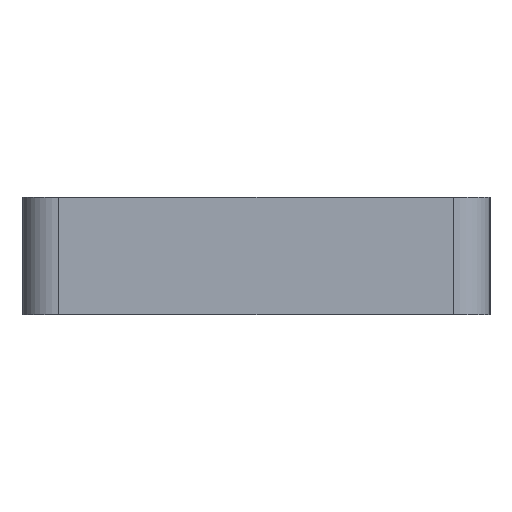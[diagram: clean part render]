
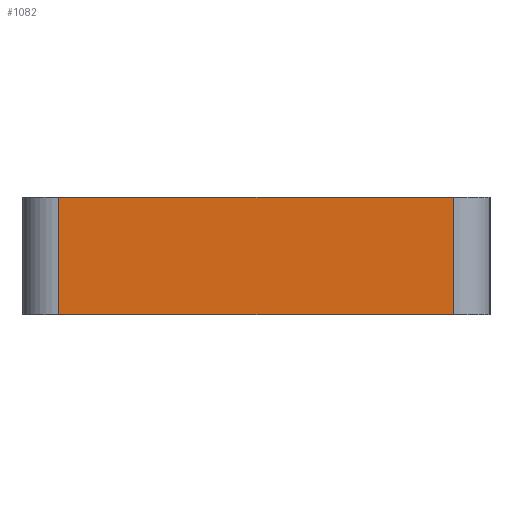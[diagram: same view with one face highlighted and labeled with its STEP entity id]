
A CAD part, front view. The second image highlights one B-rep face of the part: STEP entity #1082.
In plain terms, the highlighted planar face has unit normal (0, -1, 0).
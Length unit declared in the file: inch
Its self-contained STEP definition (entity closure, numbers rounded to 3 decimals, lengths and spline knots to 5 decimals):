
#54 = VERTEX_POINT ( 'NONE', #573 ) ;
#181 = CARTESIAN_POINT ( 'NONE',  ( 0.69094, 0., 0.18898 ) ) ;
#208 = VERTEX_POINT ( 'NONE', #1323 ) ;
#310 = EDGE_LOOP ( 'NONE', ( #1029, #859, #1085, #731 ) ) ;
#447 = DIRECTION ( 'NONE',  ( -1., 0., 0. ) ) ;
#521 = EDGE_CURVE ( 'NONE', #208, #869, #1518, .T. ) ;
#555 = VECTOR ( 'NONE', #924, 39.37008 ) ;
#563 = DIRECTION ( 'NONE',  ( 0., 0., -1. ) ) ;
#564 = EDGE_CURVE ( 'NONE', #208, #54, #1370, .T. ) ;
#573 = CARTESIAN_POINT ( 'NONE',  ( 0.05906, 0., 0. ) ) ;
#661 = CARTESIAN_POINT ( 'NONE',  ( 0.05906, 0., 0.18898 ) ) ;
#672 = EDGE_CURVE ( 'NONE', #869, #1046, #1538, .T. ) ;
#680 = DIRECTION ( 'NONE',  ( 1., 0., 0. ) ) ;
#731 = ORIENTED_EDGE ( 'NONE', *, *, #564, .T. ) ;
#776 = CARTESIAN_POINT ( 'NONE',  ( 0.05906, 0., 0.18898 ) ) ;
#803 = VECTOR ( 'NONE', #680, 39.37008 ) ;
#805 = FACE_OUTER_BOUND ( 'NONE', #310, .T. ) ;
#814 = LINE ( 'NONE', #1048, #803 ) ;
#818 = AXIS2_PLACEMENT_3D ( 'NONE', #1283, #1291, #447 ) ;
#859 = ORIENTED_EDGE ( 'NONE', *, *, #672, .F. ) ;
#869 = VERTEX_POINT ( 'NONE', #181 ) ;
#924 = DIRECTION ( 'NONE',  ( 1., 0., 0. ) ) ;
#996 = VECTOR ( 'NONE', #1378, 39.37008 ) ;
#1029 = ORIENTED_EDGE ( 'NONE', *, *, #1078, .T. ) ;
#1046 = VERTEX_POINT ( 'NONE', #1536 ) ;
#1048 = CARTESIAN_POINT ( 'NONE',  ( 0.05906, 0., 0. ) ) ;
#1061 = PLANE ( 'NONE',  #818 ) ;
#1077 = VECTOR ( 'NONE', #563, 39.37008 ) ;
#1078 = EDGE_CURVE ( 'NONE', #54, #1046, #814, .T. ) ;
#1082 = ADVANCED_FACE ( 'NONE', ( #805 ), #1061, .F. ) ;
#1085 = ORIENTED_EDGE ( 'NONE', *, *, #521, .F. ) ;
#1194 = CARTESIAN_POINT ( 'NONE',  ( 0.69094, 0., 0.18898 ) ) ;
#1283 = CARTESIAN_POINT ( 'NONE',  ( 0.05906, 0., 0.18898 ) ) ;
#1291 = DIRECTION ( 'NONE',  ( 0., 1., 0. ) ) ;
#1323 = CARTESIAN_POINT ( 'NONE',  ( 0.05906, 0., 0.18898 ) ) ;
#1370 = LINE ( 'NONE', #661, #996 ) ;
#1378 = DIRECTION ( 'NONE',  ( 0., 0., -1. ) ) ;
#1518 = LINE ( 'NONE', #776, #555 ) ;
#1536 = CARTESIAN_POINT ( 'NONE',  ( 0.69094, 0., 0. ) ) ;
#1538 = LINE ( 'NONE', #1194, #1077 ) ;
